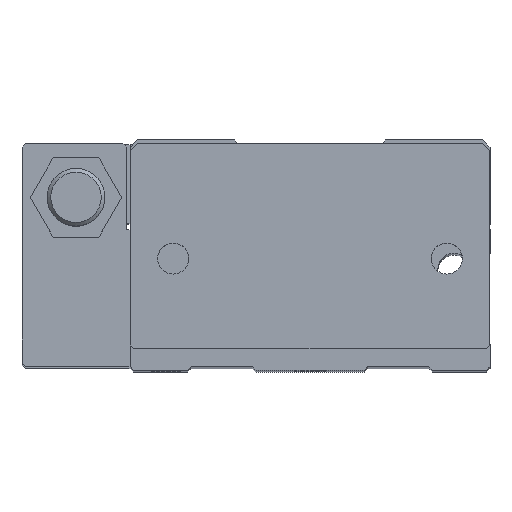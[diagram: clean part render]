
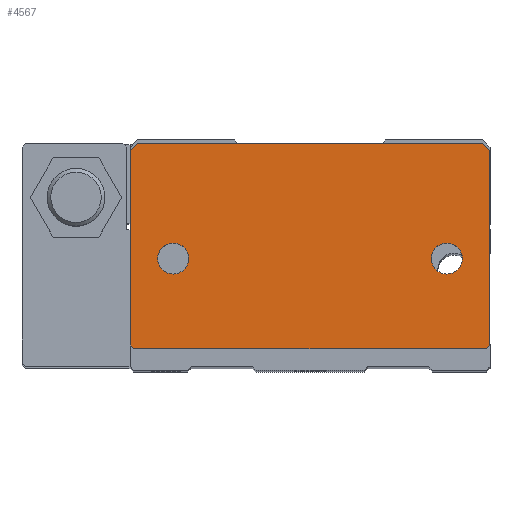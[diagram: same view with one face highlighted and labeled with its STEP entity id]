
A CAD part, top view. The second image highlights one B-rep face of the part: STEP entity #4567.
In plain terms, the highlighted planar face has unit normal (0, 0, 1).
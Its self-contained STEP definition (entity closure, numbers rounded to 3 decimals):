
#100=FACE_BOUND('',#641,.T.);
#101=FACE_BOUND('',#642,.T.);
#174=CIRCLE('',#4880,2.15);
#175=CIRCLE('',#4881,2.15);
#176=CIRCLE('',#4883,2.15);
#177=CIRCLE('',#4884,2.15);
#376=FACE_OUTER_BOUND('',#640,.T.);
#640=EDGE_LOOP('',(#3447,#3448,#3449,#3450,#3451,#3452,#3453,#3454,#3455,
#3456,#3457,#3458,#3459,#3460));
#641=EDGE_LOOP('',(#3461,#3462));
#642=EDGE_LOOP('',(#3463,#3464));
#963=LINE('',#6832,#1465);
#965=LINE('',#6838,#1467);
#968=LINE('',#6843,#1470);
#973=LINE('',#6865,#1475);
#976=LINE('',#6870,#1478);
#978=LINE('',#6874,#1480);
#980=LINE('',#6878,#1482);
#999=LINE('',#6936,#1501);
#1001=LINE('',#6941,#1503);
#1010=LINE('',#6961,#1512);
#1013=LINE('',#6976,#1515);
#1015=LINE('',#6979,#1517);
#1016=LINE('',#6981,#1518);
#1046=LINE('',#7063,#1548);
#1465=VECTOR('',#5438,1000.);
#1467=VECTOR('',#5444,1000.);
#1470=VECTOR('',#5451,1000.);
#1475=VECTOR('',#5472,1000.);
#1478=VECTOR('',#5479,1000.);
#1480=VECTOR('',#5483,1000.);
#1482=VECTOR('',#5487,1000.);
#1501=VECTOR('',#5544,1000.);
#1503=VECTOR('',#5548,1000.);
#1512=VECTOR('',#5571,1000.);
#1515=VECTOR('',#5588,1000.);
#1517=VECTOR('',#5592,1000.);
#1518=VECTOR('',#5595,1000.);
#1548=VECTOR('',#5693,1000.);
#1959=VERTEX_POINT('',#6829);
#1960=VERTEX_POINT('',#6831);
#1961=VERTEX_POINT('',#6836);
#1962=VERTEX_POINT('',#6837);
#1970=VERTEX_POINT('',#6863);
#1971=VERTEX_POINT('',#6864);
#1972=VERTEX_POINT('',#6872);
#1973=VERTEX_POINT('',#6876);
#1992=VERTEX_POINT('',#6933);
#1993=VERTEX_POINT('',#6935);
#1994=VERTEX_POINT('',#6939);
#1995=VERTEX_POINT('',#6940);
#1999=VERTEX_POINT('',#6959);
#2000=VERTEX_POINT('',#6963);
#2001=VERTEX_POINT('',#6965);
#2002=VERTEX_POINT('',#6969);
#2003=VERTEX_POINT('',#6971);
#2004=VERTEX_POINT('',#6975);
#2448=EDGE_CURVE('',#1959,#1960,#963,.T.);
#2450=EDGE_CURVE('',#1961,#1962,#965,.T.);
#2453=EDGE_CURVE('',#1960,#1962,#968,.T.);
#2464=EDGE_CURVE('',#1970,#1971,#973,.T.);
#2467=EDGE_CURVE('',#1959,#1970,#976,.T.);
#2469=EDGE_CURVE('',#1972,#1971,#978,.T.);
#2471=EDGE_CURVE('',#1973,#1972,#980,.T.);
#2500=EDGE_CURVE('',#1992,#1993,#999,.T.);
#2502=EDGE_CURVE('',#1994,#1995,#1001,.T.);
#2513=EDGE_CURVE('',#1993,#1999,#1010,.T.);
#2515=EDGE_CURVE('',#2000,#2001,#174,.T.);
#2516=EDGE_CURVE('',#2001,#2000,#175,.T.);
#2518=EDGE_CURVE('',#2002,#2003,#176,.T.);
#2519=EDGE_CURVE('',#2003,#2002,#177,.T.);
#2520=EDGE_CURVE('',#2004,#1994,#1013,.T.);
#2522=EDGE_CURVE('',#1973,#2004,#1015,.T.);
#2523=EDGE_CURVE('',#1995,#1999,#1016,.T.);
#2563=EDGE_CURVE('',#1992,#1961,#1046,.T.);
#3447=ORIENTED_EDGE('',*,*,#2467,.T.);
#3448=ORIENTED_EDGE('',*,*,#2464,.T.);
#3449=ORIENTED_EDGE('',*,*,#2469,.F.);
#3450=ORIENTED_EDGE('',*,*,#2471,.F.);
#3451=ORIENTED_EDGE('',*,*,#2522,.T.);
#3452=ORIENTED_EDGE('',*,*,#2520,.T.);
#3453=ORIENTED_EDGE('',*,*,#2502,.T.);
#3454=ORIENTED_EDGE('',*,*,#2523,.T.);
#3455=ORIENTED_EDGE('',*,*,#2513,.F.);
#3456=ORIENTED_EDGE('',*,*,#2500,.F.);
#3457=ORIENTED_EDGE('',*,*,#2563,.T.);
#3458=ORIENTED_EDGE('',*,*,#2450,.T.);
#3459=ORIENTED_EDGE('',*,*,#2453,.F.);
#3460=ORIENTED_EDGE('',*,*,#2448,.F.);
#3461=ORIENTED_EDGE('',*,*,#2519,.F.);
#3462=ORIENTED_EDGE('',*,*,#2518,.F.);
#3463=ORIENTED_EDGE('',*,*,#2516,.F.);
#3464=ORIENTED_EDGE('',*,*,#2515,.F.);
#4360=PLANE('',#4921);
#4567=ADVANCED_FACE('',(#376,#100,#101),#4360,.T.);
#4880=AXIS2_PLACEMENT_3D('',#6966,#5575,#5576);
#4881=AXIS2_PLACEMENT_3D('',#6967,#5577,#5578);
#4883=AXIS2_PLACEMENT_3D('',#6972,#5582,#5583);
#4884=AXIS2_PLACEMENT_3D('',#6973,#5584,#5585);
#4921=AXIS2_PLACEMENT_3D('',#7062,#5691,#5692);
#5438=DIRECTION('',(1.,0.,0.));
#5444=DIRECTION('',(-0.707,0.707,0.));
#5451=DIRECTION('',(0.,1.,0.));
#5472=DIRECTION('',(-0.707,-0.707,0.));
#5479=DIRECTION('',(0.,1.,0.));
#5483=DIRECTION('',(-1.,0.,0.));
#5487=DIRECTION('',(0.,1.,0.));
#5544=DIRECTION('',(0.,-1.,0.));
#5548=DIRECTION('',(1.,0.,0.));
#5571=DIRECTION('',(1.,0.,0.));
#5575=DIRECTION('center_axis',(0.,0.,1.));
#5576=DIRECTION('ref_axis',(1.,0.,0.));
#5577=DIRECTION('center_axis',(0.,0.,1.));
#5578=DIRECTION('ref_axis',(1.,0.,0.));
#5582=DIRECTION('center_axis',(0.,0.,1.));
#5583=DIRECTION('ref_axis',(1.,0.,0.));
#5584=DIRECTION('center_axis',(0.,0.,1.));
#5585=DIRECTION('ref_axis',(1.,0.,0.));
#5588=DIRECTION('',(0.707,-0.707,0.));
#5592=DIRECTION('',(-1.,0.,0.));
#5595=DIRECTION('',(0.707,0.707,0.));
#5691=DIRECTION('center_axis',(0.,0.,1.));
#5692=DIRECTION('ref_axis',(1.,0.,0.));
#5693=DIRECTION('',(1.,0.,0.));
#6829=CARTESIAN_POINT('',(-24.,28.499,0.));
#6831=CARTESIAN_POINT('',(24.,28.499,0.));
#6832=CARTESIAN_POINT('',(-24.,28.499,0.));
#6836=CARTESIAN_POINT('',(25.,27.5,0.));
#6837=CARTESIAN_POINT('',(24.,28.5,0.));
#6838=CARTESIAN_POINT('',(25.,27.5,0.));
#6843=CARTESIAN_POINT('',(24.,28.499,0.));
#6863=CARTESIAN_POINT('',(-24.,28.5,0.));
#6864=CARTESIAN_POINT('',(-25.,27.5,0.));
#6865=CARTESIAN_POINT('',(-24.,28.5,0.));
#6870=CARTESIAN_POINT('',(-24.,28.499,0.));
#6872=CARTESIAN_POINT('',(-24.999,27.5,0.));
#6874=CARTESIAN_POINT('',(-24.999,27.5,0.));
#6876=CARTESIAN_POINT('',(-24.999,0.5,0.));
#6878=CARTESIAN_POINT('',(-24.999,27.5,0.));
#6933=CARTESIAN_POINT('',(24.999,27.5,0.));
#6935=CARTESIAN_POINT('',(24.999,0.5,0.));
#6936=CARTESIAN_POINT('',(24.999,27.5,0.));
#6939=CARTESIAN_POINT('',(-24.5,0.,0.));
#6940=CARTESIAN_POINT('',(24.5,0.,0.));
#6941=CARTESIAN_POINT('',(24.5,0.,0.));
#6959=CARTESIAN_POINT('',(25.,0.5,0.));
#6961=CARTESIAN_POINT('',(24.999,0.5,0.));
#6963=CARTESIAN_POINT('',(16.85,12.5,0.));
#6965=CARTESIAN_POINT('',(21.15,12.5,0.));
#6966=CARTESIAN_POINT('Origin',(19.,12.5,0.));
#6967=CARTESIAN_POINT('Origin',(19.,12.5,0.));
#6969=CARTESIAN_POINT('',(-21.15,12.5,0.));
#6971=CARTESIAN_POINT('',(-16.85,12.5,0.));
#6972=CARTESIAN_POINT('Origin',(-19.,12.5,0.));
#6973=CARTESIAN_POINT('Origin',(-19.,12.5,0.));
#6975=CARTESIAN_POINT('',(-25.,0.5,0.));
#6976=CARTESIAN_POINT('',(-25.,0.5,0.));
#6979=CARTESIAN_POINT('',(-24.999,0.5,0.));
#6981=CARTESIAN_POINT('',(24.5,0.,0.));
#7062=CARTESIAN_POINT('Origin',(38.5,14.,0.));
#7063=CARTESIAN_POINT('',(24.999,27.5,0.));
